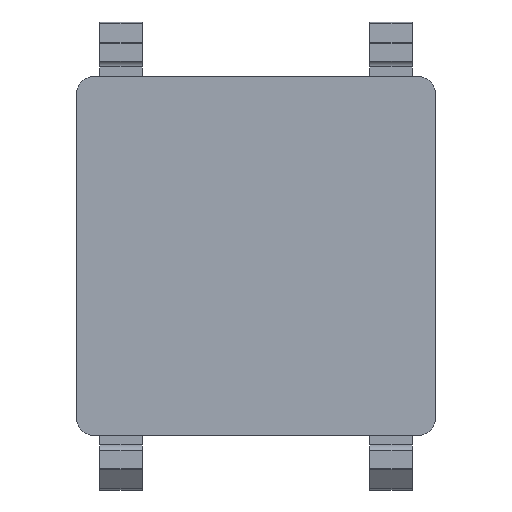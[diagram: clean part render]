
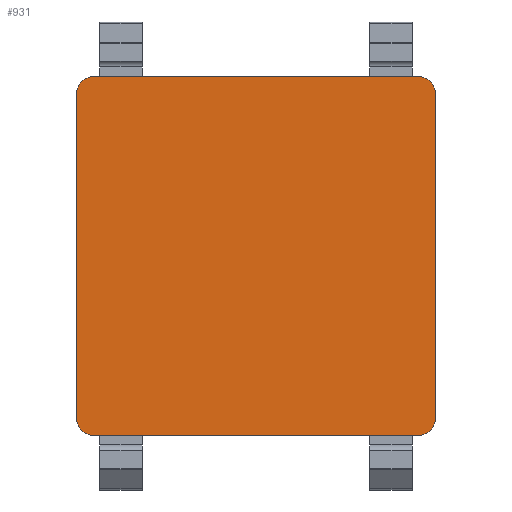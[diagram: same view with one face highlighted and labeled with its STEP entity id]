
A CAD part, front view. The second image highlights one B-rep face of the part: STEP entity #931.
In plain terms, the highlighted planar face has unit normal (0, -1, 0).
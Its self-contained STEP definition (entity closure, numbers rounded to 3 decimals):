
#87 = VERTEX_POINT ( 'NONE', #3876 ) ;
#285 = VECTOR ( 'NONE', #810, 1000. ) ;
#344 = LINE ( 'NONE', #3599, #2347 ) ;
#427 = EDGE_LOOP ( 'NONE', ( #1563, #844, #3333, #2259, #1375, #4033, #2423, #1105 ) ) ;
#430 = CARTESIAN_POINT ( 'NONE',  ( -2.695, 0., -2.695 ) ) ;
#515 = VECTOR ( 'NONE', #3026, 1000. ) ;
#584 = FACE_OUTER_BOUND ( 'NONE', #427, .T. ) ;
#602 = CARTESIAN_POINT ( 'NONE',  ( -2.995, 0., -2.695 ) ) ;
#623 = LINE ( 'NONE', #1950, #515 ) ;
#640 = EDGE_CURVE ( 'NONE', #3079, #3823, #1251, .T. ) ;
#690 = CARTESIAN_POINT ( 'NONE',  ( 2.995, 0., 2.695 ) ) ;
#751 = CARTESIAN_POINT ( 'NONE',  ( 2.695, 0., -2.995 ) ) ;
#752 = DIRECTION ( 'NONE',  ( 0., 1., 0. ) ) ;
#768 = CARTESIAN_POINT ( 'NONE',  ( 2.695, 0., 2.695 ) ) ;
#782 = DIRECTION ( 'NONE',  ( 0., 0., 1. ) ) ;
#810 = DIRECTION ( 'NONE',  ( -1., 0., 0. ) ) ;
#844 = ORIENTED_EDGE ( 'NONE', *, *, #2123, .F. ) ;
#931 = ADVANCED_FACE ( 'NONE', ( #584 ), #1746, .T. ) ;
#994 = CIRCLE ( 'NONE', #2294, 0.3 ) ;
#1105 = ORIENTED_EDGE ( 'NONE', *, *, #2547, .F. ) ;
#1116 = VERTEX_POINT ( 'NONE', #1150 ) ;
#1150 = CARTESIAN_POINT ( 'NONE',  ( -2.995, 0., 2.695 ) ) ;
#1227 = EDGE_CURVE ( 'NONE', #1116, #87, #3603, .T. ) ;
#1251 = CIRCLE ( 'NONE', #1289, 0.3 ) ;
#1289 = AXIS2_PLACEMENT_3D ( 'NONE', #768, #752, #4118 ) ;
#1355 = DIRECTION ( 'NONE',  ( 0., 1., 0. ) ) ;
#1375 = ORIENTED_EDGE ( 'NONE', *, *, #3021, .F. ) ;
#1401 = CARTESIAN_POINT ( 'NONE',  ( -2.695, 0., 2.695 ) ) ;
#1505 = DIRECTION ( 'NONE',  ( 0., 1., 0. ) ) ;
#1527 = DIRECTION ( 'NONE',  ( 1., 0., 0. ) ) ;
#1563 = ORIENTED_EDGE ( 'NONE', *, *, #1227, .F. ) ;
#1600 = DIRECTION ( 'NONE',  ( 0., 0., -1. ) ) ;
#1746 = PLANE ( 'NONE',  #4358 ) ;
#1813 = AXIS2_PLACEMENT_3D ( 'NONE', #2870, #1505, #1839 ) ;
#1839 = DIRECTION ( 'NONE',  ( 0., 0., 1. ) ) ;
#1855 = VERTEX_POINT ( 'NONE', #2113 ) ;
#1950 = CARTESIAN_POINT ( 'NONE',  ( -2.995, 0., 2.695 ) ) ;
#2022 = EDGE_CURVE ( 'NONE', #3823, #1855, #344, .T. ) ;
#2085 = CARTESIAN_POINT ( 'NONE',  ( -2.695, 0., 2.695 ) ) ;
#2113 = CARTESIAN_POINT ( 'NONE',  ( 2.995, 0., -2.695 ) ) ;
#2123 = EDGE_CURVE ( 'NONE', #2703, #1116, #623, .T. ) ;
#2204 = VERTEX_POINT ( 'NONE', #3401 ) ;
#2234 = LINE ( 'NONE', #4162, #285 ) ;
#2239 = VECTOR ( 'NONE', #1527, 1000. ) ;
#2259 = ORIENTED_EDGE ( 'NONE', *, *, #3036, .F. ) ;
#2294 = AXIS2_PLACEMENT_3D ( 'NONE', #430, #3192, #782 ) ;
#2298 = VERTEX_POINT ( 'NONE', #751 ) ;
#2347 = VECTOR ( 'NONE', #1600, 1000. ) ;
#2423 = ORIENTED_EDGE ( 'NONE', *, *, #640, .F. ) ;
#2427 = DIRECTION ( 'NONE',  ( 0., -1., 0. ) ) ;
#2524 = EDGE_CURVE ( 'NONE', #2204, #2703, #994, .T. ) ;
#2547 = EDGE_CURVE ( 'NONE', #87, #3079, #2878, .T. ) ;
#2703 = VERTEX_POINT ( 'NONE', #602 ) ;
#2870 = CARTESIAN_POINT ( 'NONE',  ( 2.695, 0., -2.695 ) ) ;
#2878 = LINE ( 'NONE', #3533, #2239 ) ;
#3021 = EDGE_CURVE ( 'NONE', #1855, #2298, #3430, .T. ) ;
#3026 = DIRECTION ( 'NONE',  ( 0., 0., 1. ) ) ;
#3036 = EDGE_CURVE ( 'NONE', #2298, #2204, #2234, .T. ) ;
#3079 = VERTEX_POINT ( 'NONE', #3960 ) ;
#3192 = DIRECTION ( 'NONE',  ( 0., 1., 0. ) ) ;
#3333 = ORIENTED_EDGE ( 'NONE', *, *, #2524, .F. ) ;
#3401 = CARTESIAN_POINT ( 'NONE',  ( -2.695, 0., -2.995 ) ) ;
#3430 = CIRCLE ( 'NONE', #1813, 0.3 ) ;
#3533 = CARTESIAN_POINT ( 'NONE',  ( 2.695, 0., 2.995 ) ) ;
#3599 = CARTESIAN_POINT ( 'NONE',  ( 2.995, 0., 2.695 ) ) ;
#3603 = CIRCLE ( 'NONE', #4222, 0.3 ) ;
#3710 = DIRECTION ( 'NONE',  ( 0., 0., -1. ) ) ;
#3823 = VERTEX_POINT ( 'NONE', #690 ) ;
#3876 = CARTESIAN_POINT ( 'NONE',  ( -2.695, 0., 2.995 ) ) ;
#3960 = CARTESIAN_POINT ( 'NONE',  ( 2.695, 0., 2.995 ) ) ;
#4033 = ORIENTED_EDGE ( 'NONE', *, *, #2022, .F. ) ;
#4050 = DIRECTION ( 'NONE',  ( 0., 0., -1. ) ) ;
#4118 = DIRECTION ( 'NONE',  ( 0., 0., 1. ) ) ;
#4162 = CARTESIAN_POINT ( 'NONE',  ( 2.695, 0., -2.995 ) ) ;
#4222 = AXIS2_PLACEMENT_3D ( 'NONE', #1401, #1355, #3710 ) ;
#4358 = AXIS2_PLACEMENT_3D ( 'NONE', #2085, #2427, #4050 ) ;
